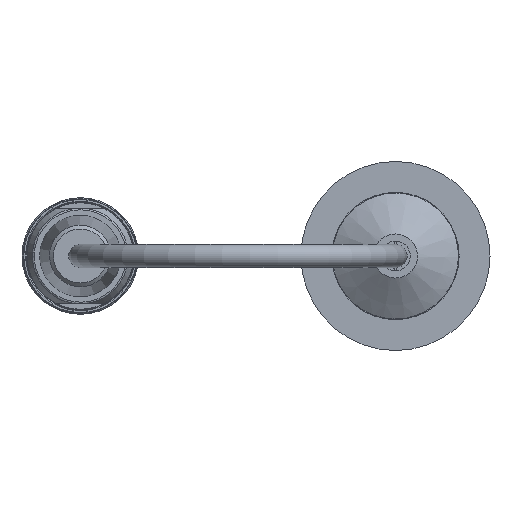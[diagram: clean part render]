
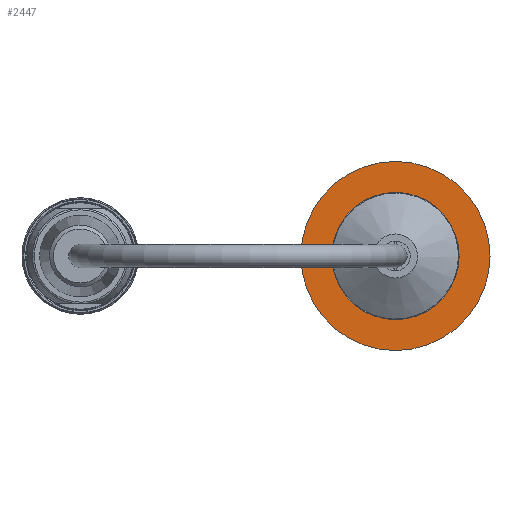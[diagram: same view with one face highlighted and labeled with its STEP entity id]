
A CAD part, left-side view. The second image highlights one B-rep face of the part: STEP entity #2447.
In plain terms, the highlighted planar face has unit normal (-1, 0, 0).
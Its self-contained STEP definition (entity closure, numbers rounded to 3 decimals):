
#422=PLANE('',#2746);
#507=FACE_BOUND('',#905,.T.);
#665=FACE_OUTER_BOUND('',#904,.T.);
#904=EDGE_LOOP('',(#2077));
#905=EDGE_LOOP('',(#2078));
#1037=CIRCLE('',#2747,15.);
#1038=CIRCLE('',#2748,10.1);
#1247=VERTEX_POINT('',#4451);
#1248=VERTEX_POINT('',#4453);
#1526=EDGE_CURVE('',#1247,#1247,#1037,.T.);
#1527=EDGE_CURVE('',#1248,#1248,#1038,.T.);
#2077=ORIENTED_EDGE('',*,*,#1526,.T.);
#2078=ORIENTED_EDGE('',*,*,#1527,.F.);
#2447=ADVANCED_FACE('',(#665,#507),#422,.T.);
#2746=AXIS2_PLACEMENT_3D('',#4450,#3431,#3432);
#2747=AXIS2_PLACEMENT_3D('',#4452,#3433,#3434);
#2748=AXIS2_PLACEMENT_3D('',#4454,#3435,#3436);
#3431=DIRECTION('center_axis',(-1.,0.,0.));
#3432=DIRECTION('ref_axis',(0.,0.,-1.));
#3433=DIRECTION('center_axis',(-1.,0.,0.));
#3434=DIRECTION('ref_axis',(0.,0.,-1.));
#3435=DIRECTION('center_axis',(-1.,0.,0.));
#3436=DIRECTION('ref_axis',(0.,0.,-1.));
#4450=CARTESIAN_POINT('Origin',(-21.,-10.1,0.));
#4451=CARTESIAN_POINT('',(-21.,-15.,0.));
#4452=CARTESIAN_POINT('Origin',(-21.,0.,
0.));
#4453=CARTESIAN_POINT('',(-21.,-10.1,0.));
#4454=CARTESIAN_POINT('Origin',(-21.,0.,
0.));
